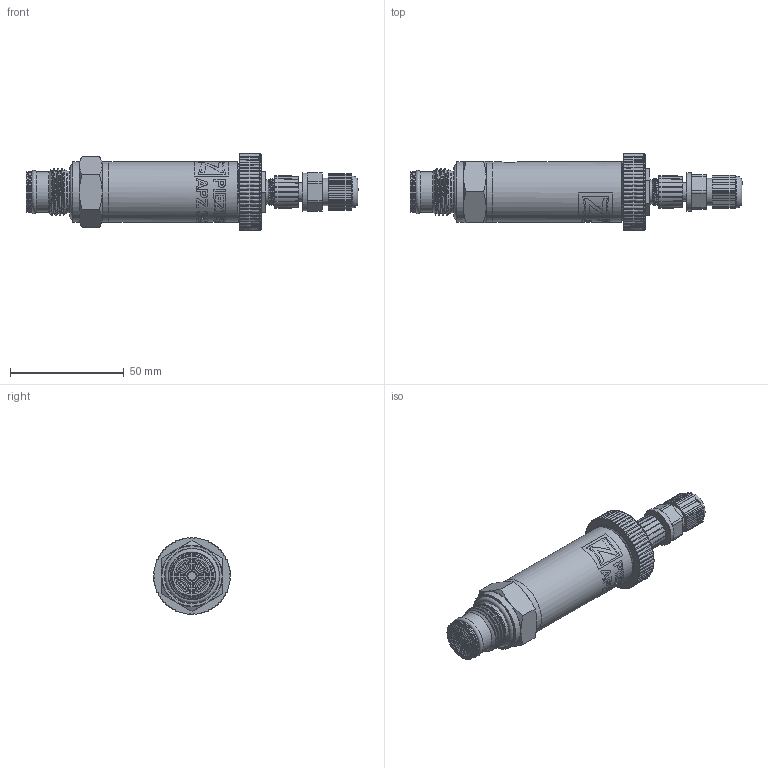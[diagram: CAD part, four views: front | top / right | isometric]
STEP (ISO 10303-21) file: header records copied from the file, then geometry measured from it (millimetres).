
FILE_DESCRIPTION(/* description */ (''),/* implementation_level */ '2;1');
FILE_NAME(/* name */ 'APZ3420m_G1''2DIN-solidflush_4.step',/* time_stamp */ '2021-07-06T15:48:05+03:00',/* author */ (''),/* organization */ (''),/* preprocessor_version */ 'ST-DEVELOPER v18.1',/* originating_system */ 'Autodesk Translation Framework v10.9.0.1377',/* authorisation */ '');
FILE_SCHEMA (('AUTOMOTIVE_DESIGN { 1 0 10303 214 3 1 1 }'));
Length unit declared in the file: millimetre
Products named in the file (7): АПЗ 3420м заполненная; OMAL nut M27x1.5; Ш100.000.002; M12x1 male; M12x1 female straight; shell; G 1/2 flush diaphragm
Assembly tree (6 placements, depth 2):
  АПЗ 3420м заполненная
    OMAL nut M27x1.5
    Ш100.000.002
    M12x1 male
    M12x1 female straight
    shell
    G 1/2 flush diaphragm
Bounding box: 146.05 x 34 x 34 mm (x, y, z)
Volume: 61971.5 mm3; surface area: 23990.9 mm2
Topology: 19 solids, 19 shells, 1000 faces, 2740 edges, 1829 vertices
Faces by surface type: bspline 497, plane 282, cylinder 147, cone 49, torus 25
Full cylindrical faces by diameter (mm): 1 x12, 1.5 x4, 2 x2, 4 x1, 7.183 x1, 7.3 x1, 8 x3, 8.2 x1, 10.293 x1, 10.6 x2, 10.741 x6, 11.884 x5, 12 x1, 14 x2, 14.137 x4, 14.526 x3, 15 x1, 15.85 x3, 16.203 x3, 17 x1, 17.4 x1, 18 x3, 18.4 x1, 18.631 x2, 21.4 x2, 22.3 x1, 22.5 x1, 24 x1, 24.5 x3, 25.132 x4
Entity records: 55277 total; most frequent: CARTESIAN_POINT 33554, ORIENTED_EDGE 5480, DIRECTION 2771, EDGE_CURVE 2740, VERTEX_POINT 1829, B_SPLINE_CURVE_WITH_KNOTS 1279, EDGE_LOOP 1071, LINE 1015
